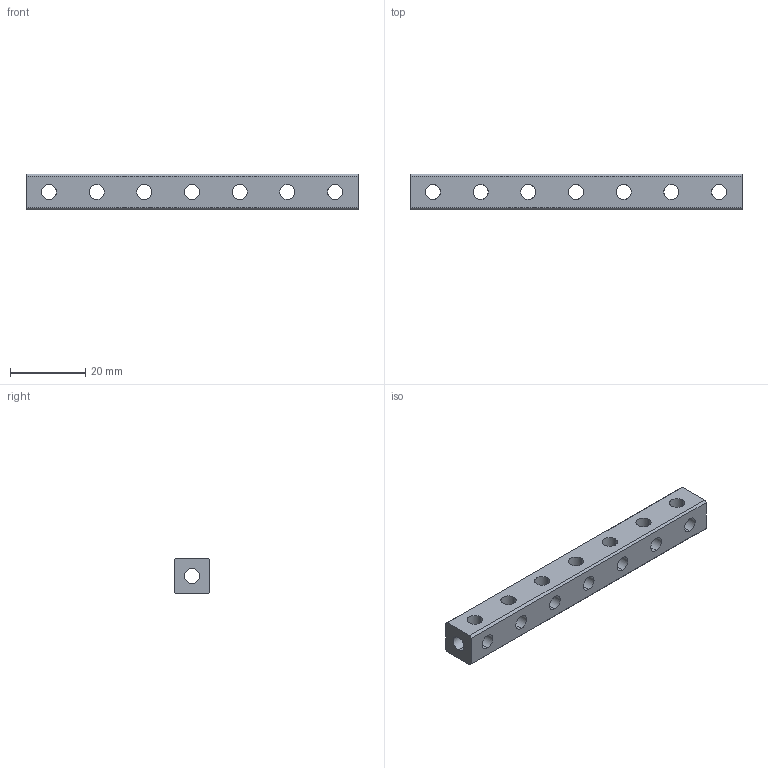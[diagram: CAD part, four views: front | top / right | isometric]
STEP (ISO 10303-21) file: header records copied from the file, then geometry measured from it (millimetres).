
FILE_DESCRIPTION (( 'STEP AP203' ), '1' );
FILE_NAME ('REV-21-3424_RevA.STEP', '2023-09-21T16:21:25', ( '' ), ( '' ), 'SwSTEP 2.0', 'SolidWorks 2022', '' );
FILE_SCHEMA (( 'CONFIG_CONTROL_DESIGN' ));
Length unit declared in the file: millimetre
Products named in the file (1): REV-21-3424_RevA
Bounding box: 88.39 x 9.53 x 9.53 mm (x, y, z)
Volume: 5776 mm3; surface area: 4890.4 mm2
Topology: 1 solids, 1 shells, 82 faces, 296 edges, 188 vertices
Faces by surface type: cylinder 76, plane 6
Entity records: 3317 total; most frequent: CARTESIAN_POINT 987, ORIENTED_EDGE 592, DIRECTION 390, EDGE_CURVE 296, VERTEX_POINT 188, AXIS2_PLACEMENT_3D 151, EDGE_LOOP 112, VECTOR 88
